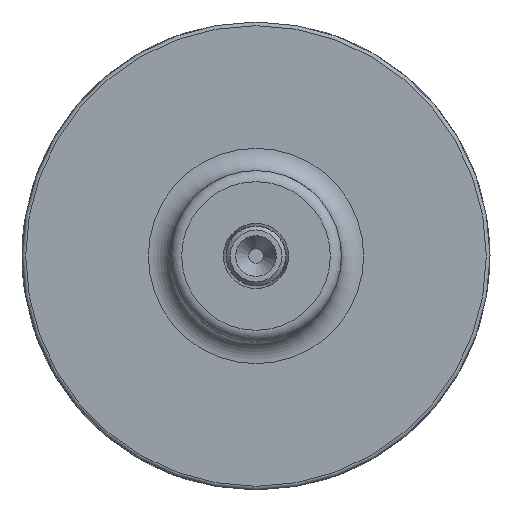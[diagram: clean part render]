
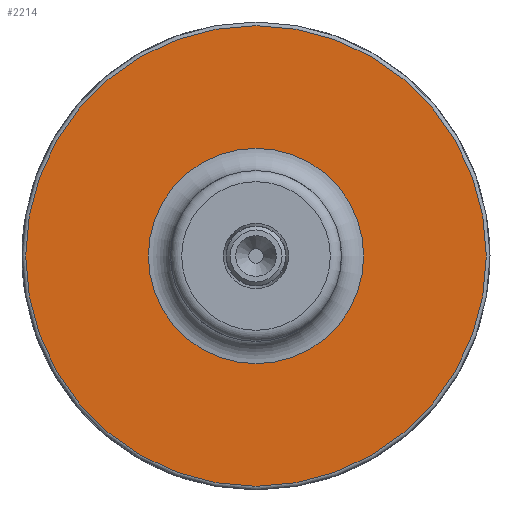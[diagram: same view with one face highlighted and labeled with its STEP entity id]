
A CAD part, left-side view. The second image highlights one B-rep face of the part: STEP entity #2214.
In plain terms, the highlighted planar face has unit normal (-1, 0, 0).
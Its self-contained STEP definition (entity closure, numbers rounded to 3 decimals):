
#2183=CARTESIAN_POINT('',(-22.,0.0,14.5));
#2184=VERTEX_POINT('',#2183);
#2185=CARTESIAN_POINT('',(-22.,0.0,0.0));
#2186=DIRECTION('',(-1.0,0.0,0.0));
#2187=DIRECTION('',(0.0,0.0,1.0));
#2188=AXIS2_PLACEMENT_3D('',#2185,#2186,#2187);
#2189=CIRCLE('',#2188,14.5);
#2190=EDGE_CURVE('',#2184,#2184,#2189,.T.);
#2195=CARTESIAN_POINT('',(-22.,31.5,0.0));
#2196=DIRECTION('',(-1.0,0.0,0.0));
#2197=DIRECTION('',(0.0,0.0,1.0));
#2198=AXIS2_PLACEMENT_3D('',#2195,#2196,#2197);
#2199=PLANE('',#2198);
#2200=CARTESIAN_POINT('',(-22.,31.,0.));
#2201=VERTEX_POINT('',#2200);
#2202=CARTESIAN_POINT('',(-22.,0.,0.0));
#2203=DIRECTION('',(1.0,0.0,0.0));
#2204=DIRECTION('',(0.0,-1.0,0.0));
#2205=AXIS2_PLACEMENT_3D('',#2202,#2203,#2204);
#2206=CIRCLE('',#2205,31.);
#2207=EDGE_CURVE('',#2201,#2201,#2206,.T.);
#2208=ORIENTED_EDGE('',*,*,#2207,.F.);
#2209=EDGE_LOOP('',(#2208));
#2210=FACE_OUTER_BOUND('',#2209,.T.);
#2211=ORIENTED_EDGE('',*,*,#2190,.F.);
#2212=EDGE_LOOP('',(#2211));
#2213=FACE_BOUND('',#2212,.T.);
#2214=ADVANCED_FACE('',(#2210,#2213),#2199,.T.);
